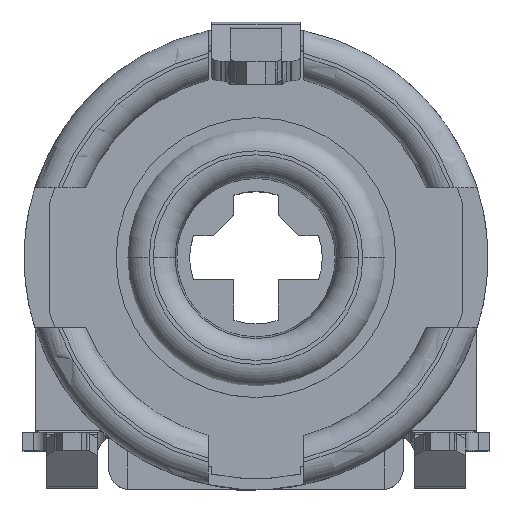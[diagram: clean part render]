
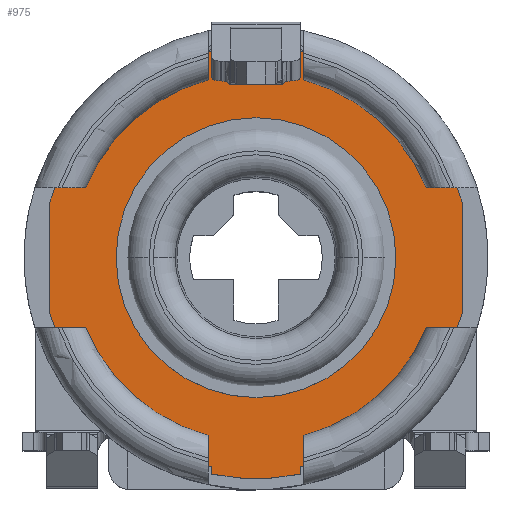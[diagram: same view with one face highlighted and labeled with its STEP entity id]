
A CAD part, top view. The second image highlights one B-rep face of the part: STEP entity #975.
In plain terms, the highlighted planar face has unit normal (0, 0, 1).
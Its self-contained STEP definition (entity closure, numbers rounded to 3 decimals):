
#121 = VECTOR ( 'NONE', #12672, 1000. ) ;
#443 = DIRECTION ( 'NONE',  ( 0., 0., 1. ) ) ;
#923 = ORIENTED_EDGE ( 'NONE', *, *, #8260, .T. ) ;
#975 = ADVANCED_FACE ( 'NONE', ( #8228, #7814 ), #7303, .T. ) ;
#1082 = EDGE_LOOP ( 'NONE', ( #6409, #13134 ) ) ;
#1175 = VECTOR ( 'NONE', #14185, 1000. ) ;
#1217 = DIRECTION ( 'NONE',  ( 1., 0., 0. ) ) ;
#1339 = AXIS2_PLACEMENT_3D ( 'NONE', #14518, #6320, #15897 ) ;
#1360 = CARTESIAN_POINT ( 'NONE',  ( -0.6, -2.939, 0.3 ) ) ;
#1848 = CARTESIAN_POINT ( 'NONE',  ( 0., 0., 0.3 ) ) ;
#1873 = EDGE_LOOP ( 'NONE', ( #16560, #9002, #7106, #8088, #3685, #2103, #9347, #8007, #3141, #923 ) ) ;
#1874 = DIRECTION ( 'NONE',  ( 0., 0., 1. ) ) ;
#1915 = CARTESIAN_POINT ( 'NONE',  ( -2.8, -0.755, 0.3 ) ) ;
#2076 = CIRCLE ( 'NONE', #1339, 2.9 ) ;
#2103 = ORIENTED_EDGE ( 'NONE', *, *, #10237, .T. ) ;
#2215 = CARTESIAN_POINT ( 'NONE',  ( 0.753, 2.8, 0.3 ) ) ;
#2404 = CIRCLE ( 'NONE', #15454, 2.9 ) ;
#2414 = DIRECTION ( 'NONE',  ( 0., -1., 0. ) ) ;
#2540 = VECTOR ( 'NONE', #2414, 1000. ) ;
#2541 = LINE ( 'NONE', #8628, #16582 ) ;
#2817 = CIRCLE ( 'NONE', #10170, 1.9 ) ;
#2925 = CARTESIAN_POINT ( 'NONE',  ( 0.6, -2.939, 0.3 ) ) ;
#3122 = CARTESIAN_POINT ( 'NONE',  ( 0., 2.8, 0.3 ) ) ;
#3141 = ORIENTED_EDGE ( 'NONE', *, *, #7505, .T. ) ;
#3182 = VERTEX_POINT ( 'NONE', #8416 ) ;
#3241 = DIRECTION ( 'NONE',  ( 1., 0., 0. ) ) ;
#3294 = DIRECTION ( 'NONE',  ( 0., 0., 1. ) ) ;
#3591 = VERTEX_POINT ( 'NONE', #12271 ) ;
#3685 = ORIENTED_EDGE ( 'NONE', *, *, #13025, .T. ) ;
#4026 = VERTEX_POINT ( 'NONE', #1915 ) ;
#4463 = CARTESIAN_POINT ( 'NONE',  ( -0.753, 2.8, 0.3 ) ) ;
#5205 = DIRECTION ( 'NONE',  ( 0., 0., 1. ) ) ;
#5534 = AXIS2_PLACEMENT_3D ( 'NONE', #17306, #9076, #1217 ) ;
#5805 = CIRCLE ( 'NONE', #10311, 2.9 ) ;
#5886 = VECTOR ( 'NONE', #6916, 1000. ) ;
#5896 = VERTEX_POINT ( 'NONE', #4463 ) ;
#6218 = VERTEX_POINT ( 'NONE', #6803 ) ;
#6320 = DIRECTION ( 'NONE',  ( 0., 0., 1. ) ) ;
#6409 = ORIENTED_EDGE ( 'NONE', *, *, #10762, .F. ) ;
#6803 = CARTESIAN_POINT ( 'NONE',  ( 1.9, 0., 0.3 ) ) ;
#6916 = DIRECTION ( 'NONE',  ( 0., 1., 0. ) ) ;
#7106 = ORIENTED_EDGE ( 'NONE', *, *, #7139, .T. ) ;
#7139 = EDGE_CURVE ( 'NONE', #3591, #4026, #2541, .T. ) ;
#7260 = DIRECTION ( 'NONE',  ( 0., 0., 1. ) ) ;
#7303 = PLANE ( 'NONE',  #12122 ) ;
#7505 = EDGE_CURVE ( 'NONE', #9417, #11388, #8362, .T. ) ;
#7616 = VERTEX_POINT ( 'NONE', #10228 ) ;
#7676 = EDGE_CURVE ( 'NONE', #6218, #10512, #9858, .T. ) ;
#7814 = FACE_BOUND ( 'NONE', #1082, .T. ) ;
#7912 = EDGE_CURVE ( 'NONE', #5896, #14858, #8148, .T. ) ;
#8007 = ORIENTED_EDGE ( 'NONE', *, *, #10253, .T. ) ;
#8088 = ORIENTED_EDGE ( 'NONE', *, *, #14913, .T. ) ;
#8148 = LINE ( 'NONE', #3122, #121 ) ;
#8228 = FACE_OUTER_BOUND ( 'NONE', #1873, .T. ) ;
#8260 = EDGE_CURVE ( 'NONE', #11388, #14858, #5805, .T. ) ;
#8362 = LINE ( 'NONE', #15583, #1175 ) ;
#8416 = CARTESIAN_POINT ( 'NONE',  ( -0.6, -2.837, 0.3 ) ) ;
#8531 = CARTESIAN_POINT ( 'NONE',  ( 0., 0., 0.3 ) ) ;
#8628 = CARTESIAN_POINT ( 'NONE',  ( -2.8, 0.755, 0.3 ) ) ;
#9002 = ORIENTED_EDGE ( 'NONE', *, *, #14736, .T. ) ;
#9076 = DIRECTION ( 'NONE',  ( 0., 0., 1. ) ) ;
#9347 = ORIENTED_EDGE ( 'NONE', *, *, #13255, .T. ) ;
#9417 = VERTEX_POINT ( 'NONE', #10270 ) ;
#9858 = CIRCLE ( 'NONE', #5534, 1.9 ) ;
#9900 = DIRECTION ( 'NONE',  ( 1., 0., 0. ) ) ;
#9980 = CARTESIAN_POINT ( 'NONE',  ( 0., 0., 0.3 ) ) ;
#10170 = AXIS2_PLACEMENT_3D ( 'NONE', #8531, #443, #9900 ) ;
#10228 = CARTESIAN_POINT ( 'NONE',  ( 0.6, -2.837, 0.3 ) ) ;
#10237 = EDGE_CURVE ( 'NONE', #16146, #16598, #16892, .T. ) ;
#10253 = EDGE_CURVE ( 'NONE', #7616, #9417, #2404, .T. ) ;
#10270 = CARTESIAN_POINT ( 'NONE',  ( 2.8, -0.755, 0.3 ) ) ;
#10311 = AXIS2_PLACEMENT_3D ( 'NONE', #13376, #5205, #14768 ) ;
#10494 = CARTESIAN_POINT ( 'NONE',  ( -0.6, -2.837, 0.3 ) ) ;
#10512 = VERTEX_POINT ( 'NONE', #17646 ) ;
#10743 = AXIS2_PLACEMENT_3D ( 'NONE', #1848, #11332, #3241 ) ;
#10762 = EDGE_CURVE ( 'NONE', #10512, #6218, #2817, .T. ) ;
#11332 = DIRECTION ( 'NONE',  ( 0., 0., 1. ) ) ;
#11350 = DIRECTION ( 'NONE',  ( 1., 0., 0. ) ) ;
#11375 = DIRECTION ( 'NONE',  ( 0., -1., 0. ) ) ;
#11388 = VERTEX_POINT ( 'NONE', #11587 ) ;
#11587 = CARTESIAN_POINT ( 'NONE',  ( 2.8, 0.755, 0.3 ) ) ;
#12122 = AXIS2_PLACEMENT_3D ( 'NONE', #14111, #3294, #12789 ) ;
#12271 = CARTESIAN_POINT ( 'NONE',  ( -2.8, 0.755, 0.3 ) ) ;
#12499 = LINE ( 'NONE', #10494, #2540 ) ;
#12672 = DIRECTION ( 'NONE',  ( 1., 0., 0. ) ) ;
#12690 = AXIS2_PLACEMENT_3D ( 'NONE', #15439, #7260, #16827 ) ;
#12789 = DIRECTION ( 'NONE',  ( 1., 0., 0. ) ) ;
#13025 = EDGE_CURVE ( 'NONE', #3182, #16146, #12499, .T. ) ;
#13134 = ORIENTED_EDGE ( 'NONE', *, *, #7676, .F. ) ;
#13255 = EDGE_CURVE ( 'NONE', #16598, #7616, #16800, .T. ) ;
#13376 = CARTESIAN_POINT ( 'NONE',  ( 0., 0., 0.3 ) ) ;
#13725 = CARTESIAN_POINT ( 'NONE',  ( 0.6, -2.837, 0.3 ) ) ;
#14111 = CARTESIAN_POINT ( 'NONE',  ( 0., 0., 0.3 ) ) ;
#14185 = DIRECTION ( 'NONE',  ( 0., 1., 0. ) ) ;
#14518 = CARTESIAN_POINT ( 'NONE',  ( 0., 0., 0.3 ) ) ;
#14622 = CIRCLE ( 'NONE', #10743, 2.9 ) ;
#14736 = EDGE_CURVE ( 'NONE', #5896, #3591, #14622, .T. ) ;
#14768 = DIRECTION ( 'NONE',  ( 1., 0., 0. ) ) ;
#14858 = VERTEX_POINT ( 'NONE', #2215 ) ;
#14913 = EDGE_CURVE ( 'NONE', #4026, #3182, #2076, .T. ) ;
#15439 = CARTESIAN_POINT ( 'NONE',  ( 0., 0., 0.3 ) ) ;
#15454 = AXIS2_PLACEMENT_3D ( 'NONE', #9980, #1874, #11350 ) ;
#15583 = CARTESIAN_POINT ( 'NONE',  ( 2.8, 0.755, 0.3 ) ) ;
#15897 = DIRECTION ( 'NONE',  ( 1., 0., 0. ) ) ;
#16146 = VERTEX_POINT ( 'NONE', #1360 ) ;
#16560 = ORIENTED_EDGE ( 'NONE', *, *, #7912, .F. ) ;
#16582 = VECTOR ( 'NONE', #11375, 1000. ) ;
#16598 = VERTEX_POINT ( 'NONE', #2925 ) ;
#16800 = LINE ( 'NONE', #13725, #5886 ) ;
#16827 = DIRECTION ( 'NONE',  ( 1., 0., 0. ) ) ;
#16892 = CIRCLE ( 'NONE', #12690, 3. ) ;
#17306 = CARTESIAN_POINT ( 'NONE',  ( 0., 0., 0.3 ) ) ;
#17646 = CARTESIAN_POINT ( 'NONE',  ( -1.9, 0., 0.3 ) ) ;
